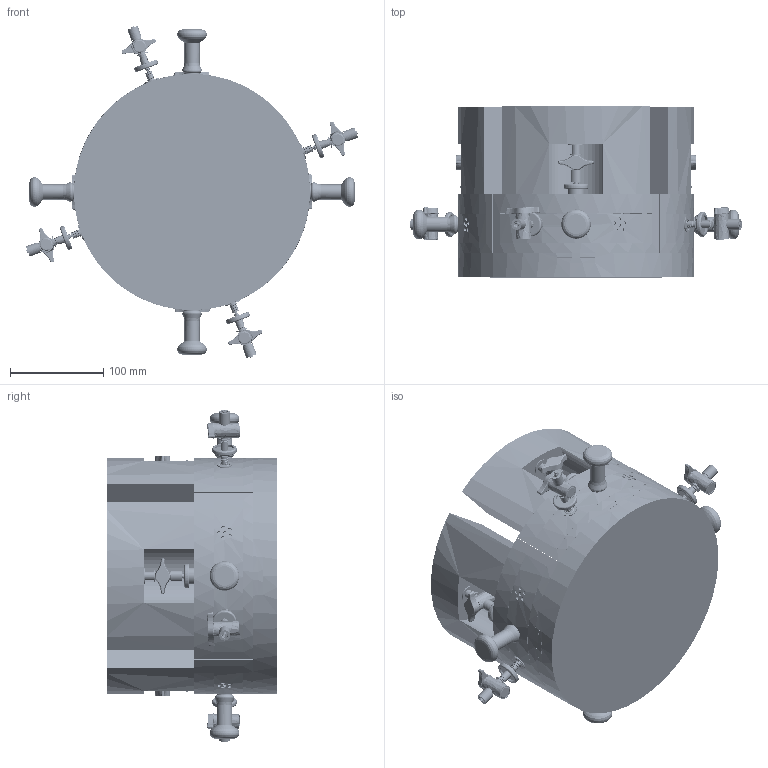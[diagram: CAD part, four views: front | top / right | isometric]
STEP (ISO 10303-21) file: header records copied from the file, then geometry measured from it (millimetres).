
FILE_DESCRIPTION(('FreeCAD Model'),'2;1');
FILE_NAME('Open CASCADE Shape Model','2025-04-26T18:32:27',('FreeCAD'),( 'FreeCAD'),'Open CASCADE STEP processor 7.6','FreeCAD','Unknown');
FILE_SCHEMA(('AUTOMOTIVE_DESIGN { 1 0 10303 214 1 1 1 1 }'));
Products named in the file (1): Open CASCADE STEP translator 7.6 1
Bounding box: 356.79 x 183.47 x 356.79 mm (x, y, z)
Volume: 5122319.8 mm3; surface area: 1192855.5 mm2
Topology: 65 solids, 65 shells, 4136 faces, 10206 edges, 6408 vertices
Faces by surface type: bspline 4136
Entity records: 290128 total; most frequent: CARTESIAN_POINT 229233, ORIENTED_EDGE 20196, EDGE_CURVE 10098, B_SPLINE_CURVE_WITH_KNOTS 7946, VERTEX_POINT 6368, FACE_BOUND 4724, EDGE_LOOP 4708, ADVANCED_FACE 4136
